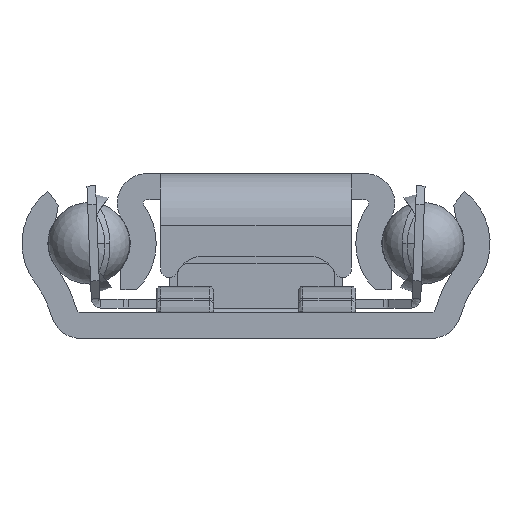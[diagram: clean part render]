
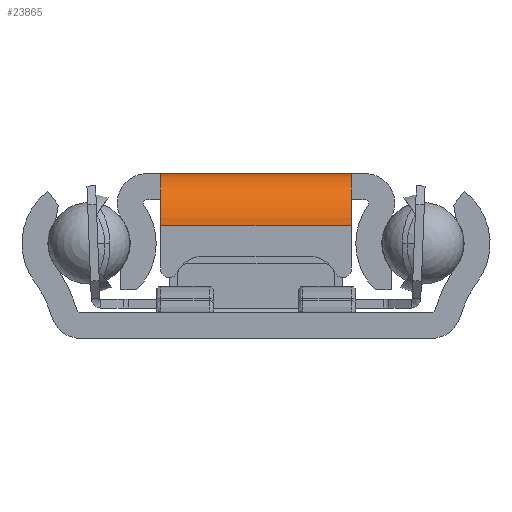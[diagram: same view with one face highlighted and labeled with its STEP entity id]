
A CAD part, front view. The second image highlights one B-rep face of the part: STEP entity #23865.
In plain terms, the highlighted cylindrical face has radius 3 mm (diameter 6 mm), a partial arc.
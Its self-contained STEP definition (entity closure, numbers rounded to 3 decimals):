
#2546 = DIRECTION ( 'NONE',  ( 1., 0., 0. ) ) ;
#3274 = VERTEX_POINT ( 'NONE', #17088 ) ;
#5263 = CIRCLE ( 'NONE', #11647, 3. ) ;
#5322 = EDGE_CURVE ( 'NONE', #3274, #30738, #38999, .T. ) ;
#5746 = VERTEX_POINT ( 'NONE', #13700 ) ;
#6120 = CIRCLE ( 'NONE', #7116, 3. ) ;
#6267 = CARTESIAN_POINT ( 'NONE',  ( -5.5, 4.4, 9.038 ) ) ;
#7116 = AXIS2_PLACEMENT_3D ( 'NONE', #19529, #2546, #9353 ) ;
#7211 = CARTESIAN_POINT ( 'NONE',  ( -5.5, 6., 6.5 ) ) ;
#7915 = ORIENTED_EDGE ( 'NONE', *, *, #5322, .T. ) ;
#8707 = LINE ( 'NONE', #8710, #39493 ) ;
#8710 = CARTESIAN_POINT ( 'NONE',  ( 0., 6., 9.5 ) ) ;
#8917 = ORIENTED_EDGE ( 'NONE', *, *, #32663, .F. ) ;
#9353 = DIRECTION ( 'NONE',  ( 0., 0., 1. ) ) ;
#10272 = ORIENTED_EDGE ( 'NONE', *, *, #43702, .F. ) ;
#11647 = AXIS2_PLACEMENT_3D ( 'NONE', #28127, #14364, #18318 ) ;
#13139 = CARTESIAN_POINT ( 'NONE',  ( 5.5, 6., 9.5 ) ) ;
#13266 = ORIENTED_EDGE ( 'NONE', *, *, #30171, .T. ) ;
#13700 = CARTESIAN_POINT ( 'NONE',  ( -5.5, 3., 6.5 ) ) ;
#13828 = AXIS2_PLACEMENT_3D ( 'NONE', #18155, #27966, #42110 ) ;
#14364 = DIRECTION ( 'NONE',  ( -1., 0., 0. ) ) ;
#15504 = DIRECTION ( 'NONE',  ( -1., 0., 0. ) ) ;
#16119 = FACE_OUTER_BOUND ( 'NONE', #22313, .T. ) ;
#17088 = CARTESIAN_POINT ( 'NONE',  ( -5.5, 6., 9.5 ) ) ;
#18155 = CARTESIAN_POINT ( 'NONE',  ( -5.5, 6., 6.5 ) ) ;
#18318 = DIRECTION ( 'NONE',  ( 0., 0., 1. ) ) ;
#19529 = CARTESIAN_POINT ( 'NONE',  ( 5.5, 6., 6.5 ) ) ;
#19719 = AXIS2_PLACEMENT_3D ( 'NONE', #7211, #24373, #38082 ) ;
#22187 = DIRECTION ( 'NONE',  ( 0., 0., 1. ) ) ;
#22313 = EDGE_LOOP ( 'NONE', ( #8917, #25430, #10272, #42803, #13266, #7915 ) ) ;
#22578 = DIRECTION ( 'NONE',  ( 1., 0., 0. ) ) ;
#23865 = ADVANCED_FACE ( 'NONE', ( #16119 ), #35768, .T. ) ;
#24373 = DIRECTION ( 'NONE',  ( -1., 0., 0. ) ) ;
#24472 = CARTESIAN_POINT ( 'NONE',  ( 5.5, 3., 6.5 ) ) ;
#25152 = VERTEX_POINT ( 'NONE', #13139 ) ;
#25430 = ORIENTED_EDGE ( 'NONE', *, *, #28263, .T. ) ;
#27134 = EDGE_CURVE ( 'NONE', #34006, #25152, #5263, .T. ) ;
#27950 = VECTOR ( 'NONE', #22578, 1000. ) ;
#27966 = DIRECTION ( 'NONE',  ( 1., 0., 0. ) ) ;
#28127 = CARTESIAN_POINT ( 'NONE',  ( 5.5, 6., 6.5 ) ) ;
#28263 = EDGE_CURVE ( 'NONE', #5746, #30982, #38113, .T. ) ;
#29277 = CARTESIAN_POINT ( 'NONE',  ( 5.5, 4.4, 9.038 ) ) ;
#30171 = EDGE_CURVE ( 'NONE', #25152, #3274, #8707, .T. ) ;
#30738 = VERTEX_POINT ( 'NONE', #6267 ) ;
#30982 = VERTEX_POINT ( 'NONE', #24472 ) ;
#32663 = EDGE_CURVE ( 'NONE', #5746, #30738, #33441, .T. ) ;
#33441 = CIRCLE ( 'NONE', #19719, 3. ) ;
#34006 = VERTEX_POINT ( 'NONE', #29277 ) ;
#35019 = DIRECTION ( 'NONE',  ( 1., 0., 0. ) ) ;
#35768 = CYLINDRICAL_SURFACE ( 'NONE', #41431, 3. ) ;
#38082 = DIRECTION ( 'NONE',  ( 0., 0., 1. ) ) ;
#38113 = LINE ( 'NONE', #43412, #27950 ) ;
#38999 = CIRCLE ( 'NONE', #13828, 3. ) ;
#39024 = CARTESIAN_POINT ( 'NONE',  ( 0., 6., 6.5 ) ) ;
#39493 = VECTOR ( 'NONE', #15504, 1000. ) ;
#41431 = AXIS2_PLACEMENT_3D ( 'NONE', #39024, #35019, #22187 ) ;
#42110 = DIRECTION ( 'NONE',  ( 0., 0., 1. ) ) ;
#42803 = ORIENTED_EDGE ( 'NONE', *, *, #27134, .T. ) ;
#43412 = CARTESIAN_POINT ( 'NONE',  ( 0., 3., 6.5 ) ) ;
#43702 = EDGE_CURVE ( 'NONE', #34006, #30982, #6120, .T. ) ;
